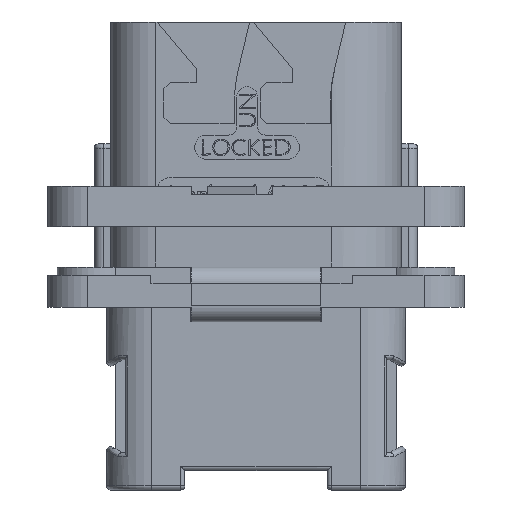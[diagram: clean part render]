
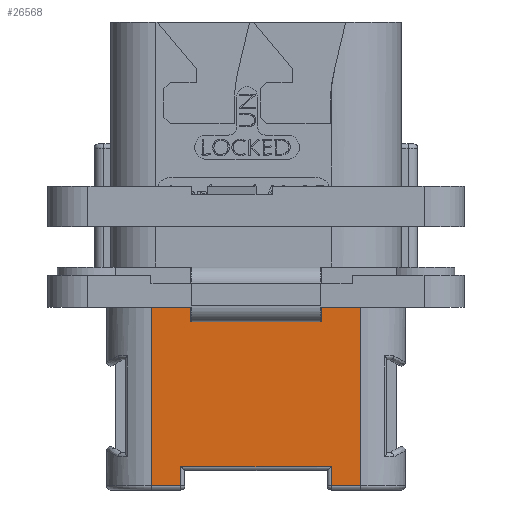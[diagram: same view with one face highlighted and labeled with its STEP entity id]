
A CAD part, left-side view. The second image highlights one B-rep face of the part: STEP entity #26568.
In plain terms, the highlighted planar face has unit normal (-1, 0, 0).
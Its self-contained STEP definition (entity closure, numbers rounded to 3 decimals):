
#2882=DIRECTION('',(0.,1.,0.));
#2883=VECTOR('',#2882,12.9);
#2884=CARTESIAN_POINT('',(-9.25,-6.45,0.));
#2885=LINE('',#2884,#2883);
#3454=DIRECTION('',(0.,1.,0.));
#3455=VECTOR('',#3454,9.294);
#3456=CARTESIAN_POINT('',(-9.25,-4.647,-9.85));
#3457=LINE('',#3456,#3455);
#3458=DIRECTION('',(0.,1.,0.));
#3459=VECTOR('',#3458,1.803);
#3460=CARTESIAN_POINT('',(-9.25,4.647,-11.05));
#3461=LINE('',#3460,#3459);
#3462=DIRECTION('',(0.,0.,1.));
#3463=VECTOR('',#3462,11.05);
#3464=CARTESIAN_POINT('',(-9.25,6.45,-11.05));
#3465=LINE('',#3464,#3463);
#3466=DIRECTION('',(0.,0.,1.));
#3467=VECTOR('',#3466,11.05);
#3468=CARTESIAN_POINT('',(-9.25,-6.45,-11.05));
#3469=LINE('',#3468,#3467);
#3470=DIRECTION('',(0.,1.,0.));
#3471=VECTOR('',#3470,1.803);
#3472=CARTESIAN_POINT('',(-9.25,-6.45,-11.05));
#3473=LINE('',#3472,#3471);
#3499=DIRECTION('',(0.,0.,-1.));
#3500=VECTOR('',#3499,1.2);
#3501=CARTESIAN_POINT('',(-9.25,-4.647,-9.85));
#3502=LINE('',#3501,#3500);
#8030=DIRECTION('',(0.,0.,1.));
#8031=VECTOR('',#8030,1.2);
#8032=CARTESIAN_POINT('',(-9.25,4.647,-11.05));
#8033=LINE('',#8032,#8031);
#20421=CARTESIAN_POINT('',(-9.25,-6.45,0.));
#20422=CARTESIAN_POINT('',(-9.25,6.45,0.));
#20423=VERTEX_POINT('',#20421);
#20424=VERTEX_POINT('',#20422);
#20521=CARTESIAN_POINT('',(-9.25,-6.45,-11.05));
#20522=VERTEX_POINT('',#20521);
#20525=CARTESIAN_POINT('',(-9.25,-4.647,-11.05));
#20526=VERTEX_POINT('',#20525);
#20542=CARTESIAN_POINT('',(-9.25,4.647,-11.05));
#20544=VERTEX_POINT('',#20542);
#20547=CARTESIAN_POINT('',(-9.25,6.45,-11.05));
#20548=VERTEX_POINT('',#20547);
#20974=CARTESIAN_POINT('',(-9.25,-4.647,-9.85));
#20975=CARTESIAN_POINT('',(-9.25,4.647,-9.85));
#20976=VERTEX_POINT('',#20974);
#20977=VERTEX_POINT('',#20975);
#26546=CARTESIAN_POINT('',(-9.25,-9.25,0.));
#26547=DIRECTION('',(-1.,0.,0.));
#26548=DIRECTION('',(0.,1.,0.));
#26549=AXIS2_PLACEMENT_3D('',#26546,#26547,#26548);
#26550=PLANE('',#26549);
#26552=ORIENTED_EDGE('',*,*,#26551,.T.);
#26554=ORIENTED_EDGE('',*,*,#26553,.F.);
#26556=ORIENTED_EDGE('',*,*,#26555,.T.);
#26558=ORIENTED_EDGE('',*,*,#26557,.T.);
#26559=ORIENTED_EDGE('',*,*,#25668,.F.);
#26561=ORIENTED_EDGE('',*,*,#26560,.F.);
#26563=ORIENTED_EDGE('',*,*,#26562,.T.);
#26565=ORIENTED_EDGE('',*,*,#26564,.F.);
#26566=EDGE_LOOP('',(#26552,#26554,#26556,#26558,#26559,#26561,#26563,#26565));
#26567=FACE_OUTER_BOUND('',#26566,.F.);
#26568=ADVANCED_FACE('',(#26567),#26550,.T.);
#25668=EDGE_CURVE('',#20423,#20424,#2885,.T.);
#26551=EDGE_CURVE('',#20976,#20977,#3457,.T.);
#26553=EDGE_CURVE('',#20544,#20977,#8033,.T.);
#26555=EDGE_CURVE('',#20544,#20548,#3461,.T.);
#26557=EDGE_CURVE('',#20548,#20424,#3465,.T.);
#26560=EDGE_CURVE('',#20522,#20423,#3469,.T.);
#26562=EDGE_CURVE('',#20522,#20526,#3473,.T.);
#26564=EDGE_CURVE('',#20976,#20526,#3502,.T.);
